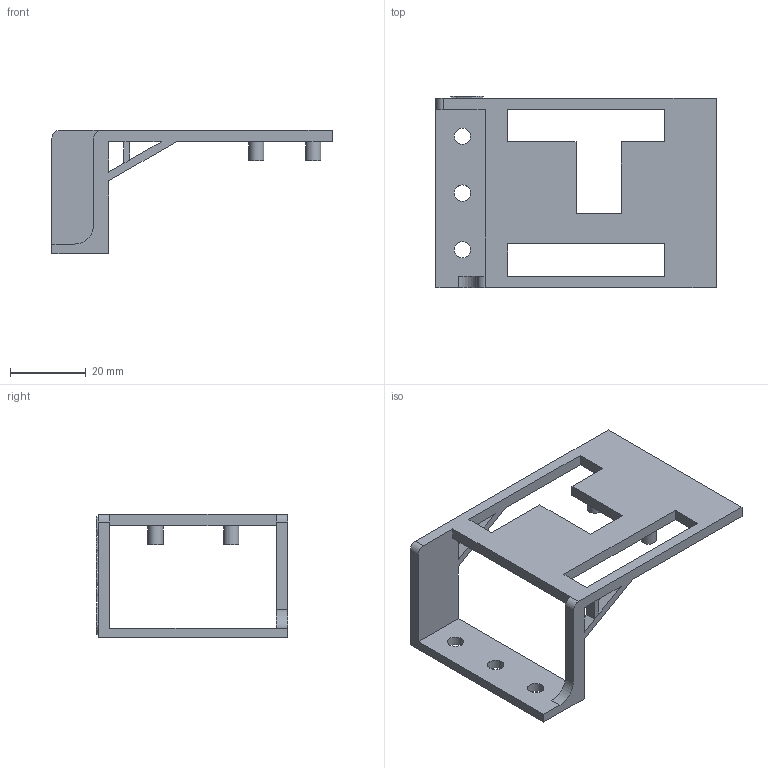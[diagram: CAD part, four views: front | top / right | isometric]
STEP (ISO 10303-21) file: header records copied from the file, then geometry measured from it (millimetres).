
FILE_DESCRIPTION(/* description */ (''),/* implementation_level */ '2;1');
FILE_NAME(/* name */ '',/* time_stamp */ '2025-07-18T09:41:49+08:00',/* author */ (''),/* organization */ (''),/* preprocessor_version */ 'ST-DEVELOPER v20.1',/* originating_system */ 'Autodesk Translation Framework v14.10.0.0',/* authorisation */ '');
FILE_SCHEMA (('AUTOMOTIVE_DESIGN { 1 0 10303 214 3 1 1 }'));
Length unit declared in the file: millimetre
Products named in the file (2): openmv支架; 零部件1
Assembly tree (1 placements, depth 2):
  openmv支架
    零部件1
Bounding box: 74 x 50.5 x 32.5 mm (x, y, z)
Volume: 10333.5 mm3; surface area: 9699.3 mm2
Topology: 1 solids, 1 shells, 145 faces, 388 edges, 255 vertices
Faces by surface type: plane 65, bspline 62, cylinder 14, cone 4
Full cylindrical faces by diameter (mm): 1.5 x4, 4 x4, 4.3 x3
Entity records: 4708 total; most frequent: CARTESIAN_POINT 1626, ORIENTED_EDGE 768, DIRECTION 449, EDGE_CURVE 384, VERTEX_POINT 255, LINE 221, VECTOR 221, EDGE_LOOP 179
